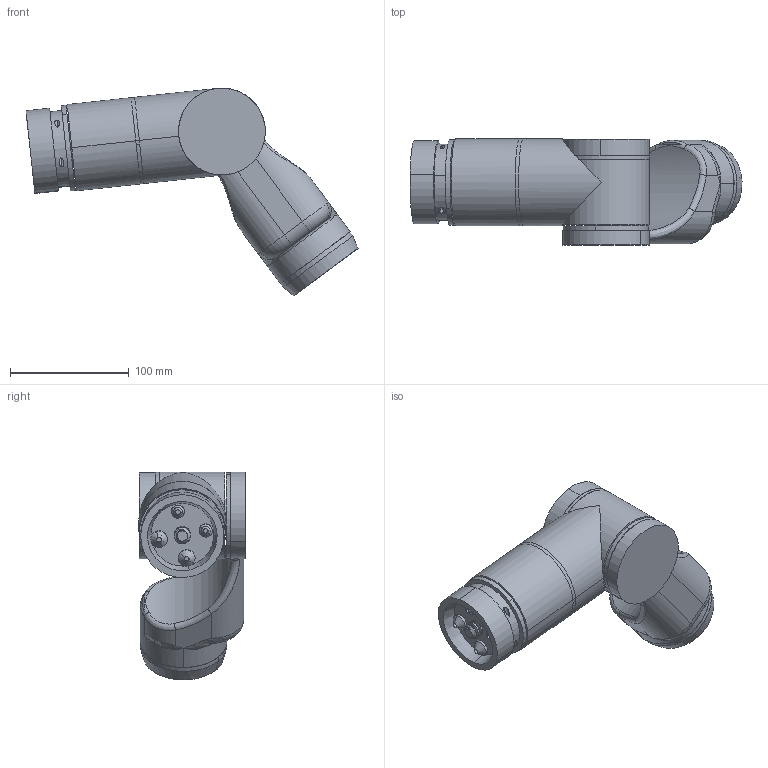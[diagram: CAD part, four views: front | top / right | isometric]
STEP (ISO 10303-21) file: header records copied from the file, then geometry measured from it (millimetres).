
FILE_DESCRIPTION (( 'STEP AP214' ), '1' );
FILE_NAME ('_arm.STEP', '2021-07-31T19:51:29', ( 'Windows User' ), ( ' ' ), 'SwSTEP 2.0', 'SolidWorks 2018', '' );
FILE_SCHEMA (( 'AUTOMOTIVE_DESIGN' ));
Length unit declared in the file: millimetre
Products named in the file (79): oupput connector_holder; contact_support_1; contact_body; big_contact; bearing_2TS3_SC_05_B98ZZNR; contact_support_2; bearing_1000804_2RS; main_screw; main_cap; step_motor; connector_head; support_spacer; support_nut; temperary_cup; motor_6208; contact_frame; main_cup; rotor_6208; cycloid_shaft; stator_6208; temperary_staff; main_source_module; simple_internal_cycloid; temperary_road; contact_isolator_2; _arm; motor_gear; contact_isolator; input_connector; small_contact; bearing_cover
Assembly tree (52 placements, depth 3):
  contact_support_1
  big_contact
  contact_support_2
  contact_support_1
  connector_head
Bounding box: 279.27 x 89.24 x 174.75 mm (x, y, z)
Volume: 860759.1 mm3; surface area: 360265.3 mm2
Topology: 45 solids, 45 shells, 956 faces, 2350 edges, 1532 vertices
Faces by surface type: cylinder 638, plane 234, cone 44, bspline 33, torus 7
Entity records: 25649 total; most frequent: CARTESIAN_POINT 8223, DIRECTION 3535, ORIENTED_EDGE 3078, EDGE_CURVE 1539, AXIS2_PLACEMENT_3D 1496, VERTEX_POINT 1007, CIRCLE 847, EDGE_LOOP 826
